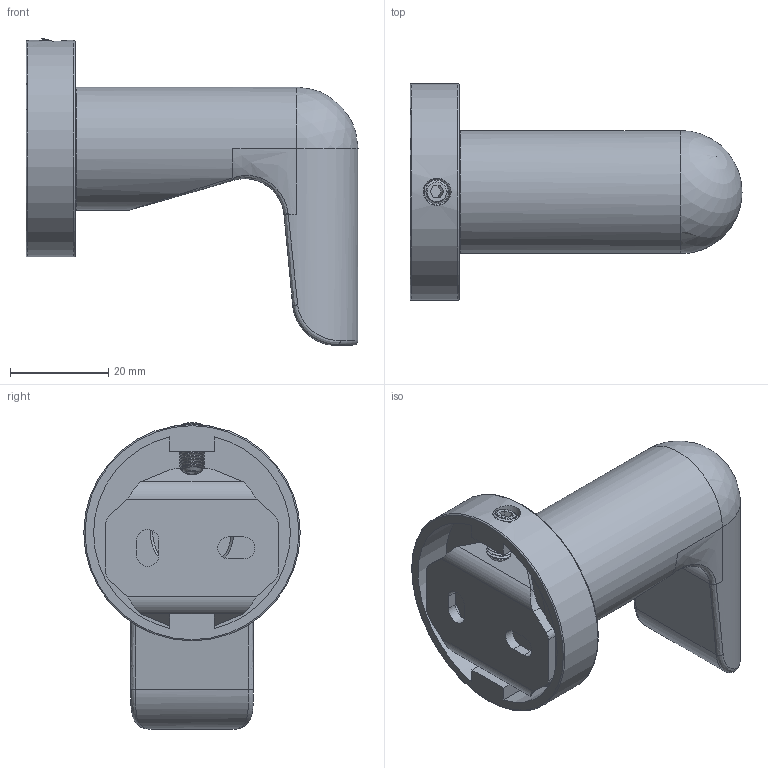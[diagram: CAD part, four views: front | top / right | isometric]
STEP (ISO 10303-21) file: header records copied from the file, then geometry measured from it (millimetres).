
FILE_DESCRIPTION(/* description */ (''),/* implementation_level */ '2;1');
FILE_NAME(/* name */ 'PB0_3D.stp',/* time_stamp */ '2019-09-16T10:28:07-04:00',/* author */ ('pcossett'),/* organization */ (''),/* preprocessor_version */ 'ST-DEVELOPER v16.13',/* originating_system */ 'Autodesk Inventor 2018',/* authorisation */ '');
FILE_SCHEMA (('AUTOMOTIVE_DESIGN { 1 0 10303 214 3 1 1 }'));
Length unit declared in the file: millimetre
Products named in the file (1): PB0
Bounding box: 67.5 x 44 x 62.38 mm (x, y, z)
Volume: 40160.5 mm3; surface area: 13991.7 mm2
Topology: 2 solids, 2 shells, 103 faces, 280 edges, 179 vertices
Faces by surface type: plane 46, cylinder 27, bspline 20, cone 5, torus 4, sphere 1
Full cylindrical faces by diameter (mm): 16 x1, 25 x1, 44 x1
Entity records: 10813 total; most frequent: CARTESIAN_POINT 8214, ORIENTED_EDGE 524, DIRECTION 467, EDGE_CURVE 261, VERTEX_POINT 172, AXIS2_PLACEMENT_3D 167, LINE 133, VECTOR 133
